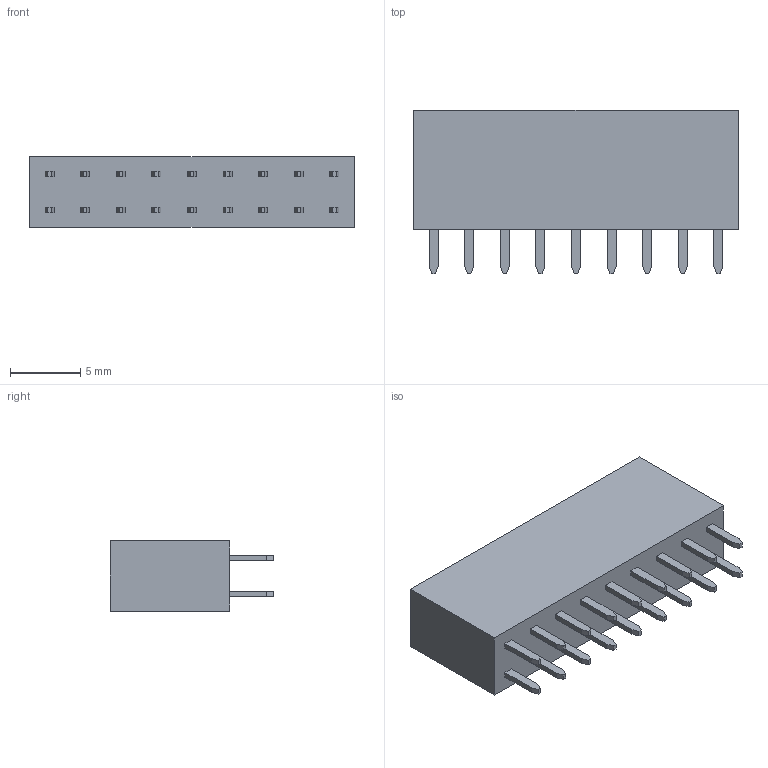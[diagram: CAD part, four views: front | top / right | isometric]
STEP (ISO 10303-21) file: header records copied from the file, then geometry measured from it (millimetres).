
FILE_DESCRIPTION( ('This file contains a STEP AP42 implementation' ,'as created by ZW3D STEP Interface translator.') ,'2;1' );
FILE_NAME( '2185-2XXSXXCYNX1.stp' ,'23 5 4. 93617', (''), ('ZWCAD Software Co.'), 'Version 1.0', 'ZW3D to STEP translator', '' );
FILE_SCHEMA(('AUTOMOTIVE_DESIGN { 1 0 10303 214 1 1 1 1 }'));
Length unit declared in the file: millimetre
Products named in the file (2): 0; 2185-220SXXCYNX1
Bounding box: 23.11 x 11.65 x 5 mm (x, y, z)
Volume: 870 mm3; surface area: 2105.1 mm2
Topology: 1 solids, 1 shells, 1212 faces, 3544 edges, 2316 vertices
Faces by surface type: plane 1050, cylinder 90, bspline 72
Entity records: 52322 total; most frequent: CARTESIAN_POINT 25251, ORIENTED_EDGE 7088, EDGE_CURVE 3544, B_SPLINE_CURVE_WITH_KNOTS 3110, DIRECTION 2716, VERTEX_POINT 2316, EDGE_LOOP 1338, FACE_OUTER_BOUND 1212
